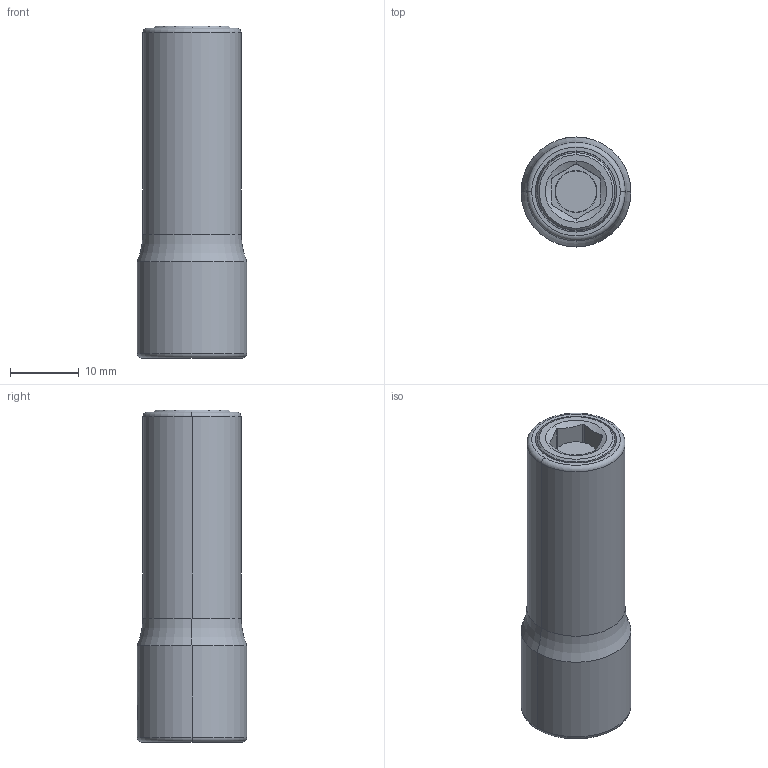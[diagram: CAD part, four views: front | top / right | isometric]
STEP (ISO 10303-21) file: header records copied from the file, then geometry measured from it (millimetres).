
FILE_DESCRIPTION((''),'2;1');
FILE_NAME('4027118507_ASM','2023-09-25T15:50:43',('a00565553'),(''),'CREO PARAMETRIC BY PTC INC, 2022414','CREO PARAMETRIC BY PTC INC, 2022414','');
FILE_SCHEMA(('CONFIG_CONTROL_DESIGN','GEOMETRIC_VALIDATION_PROPERTIES_MIM'));
Length unit declared in the file: millimetre
Products named in the file (3): 4027118607; 4027299397; 4027118507_ASM
Assembly tree (2 placements, depth 2):
  4027118507_ASM
    4027118607
    4027299397
Bounding box: 16 x 16 x 48.3 mm (x, y, z)
Volume: 6558.7 mm3; surface area: 7196.4 mm2
Topology: 3 solids, 3 shells, 87 faces, 220 edges, 138 vertices
Faces by surface type: cylinder 39, plane 24, torus 14, cone 10
Entity records: 3260 total; most frequent: CARTESIAN_POINT 738, DIRECTION 472, ORIENTED_EDGE 440, EDGE_CURVE 220, AXIS2_PLACEMENT_3D 199, VERTEX_POINT 138, CIRCLE 107, EDGE_LOOP 96
